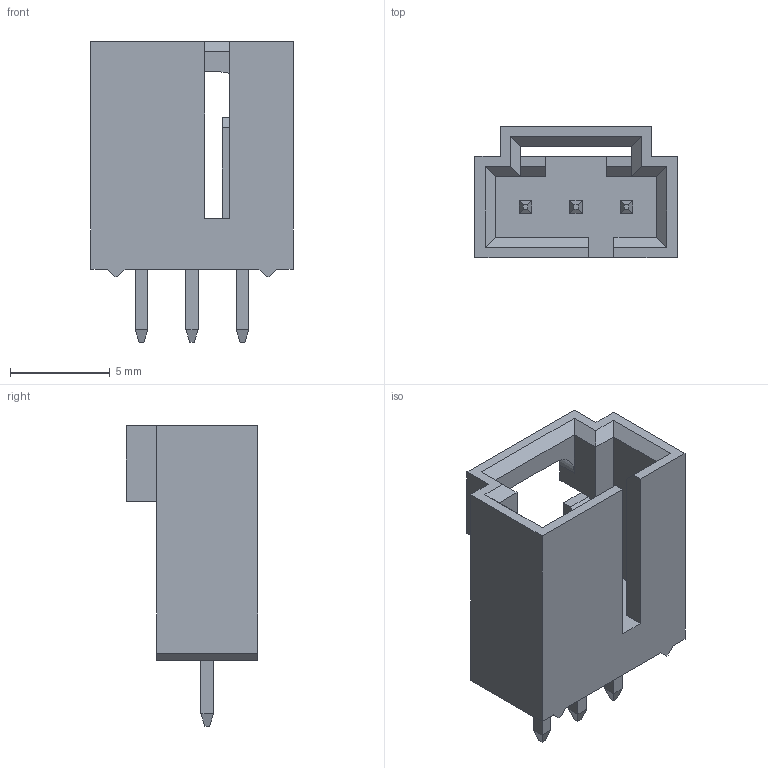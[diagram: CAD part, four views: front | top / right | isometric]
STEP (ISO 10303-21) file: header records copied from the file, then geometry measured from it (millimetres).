
FILE_DESCRIPTION(/* description */ (''),/* implementation_level */ '2;1');
FILE_NAME(/* name */ '705430002.stp',/* time_stamp */ '2020-05-27T02:19:50-04:00',/* author */ ('Constanza'),/* organization */ (''),/* preprocessor_version */ 'ST-DEVELOPER v16.13',/* originating_system */ 'Autodesk Inventor 2018',/* authorisation */ '');
FILE_SCHEMA (('AUTOMOTIVE_DESIGN { 1 0 10303 214 3 1 1 }'));
Length unit declared in the file: inch
Products named in the file (1): 705430002
Bounding box: 10.16 x 6.6 x 15.11 mm (x, y, z)
Volume: 351.5 mm3; surface area: 711.3 mm2
Topology: 1 solids, 1 shells, 106 faces, 269 edges, 169 vertices
Faces by surface type: plane 104, cylinder 2
Entity records: 3253 total; most frequent: CARTESIAN_POINT 542, ORIENTED_EDGE 532, DIRECTION 490, EDGE_CURVE 266, LINE 262, VECTOR 262, VERTEX_POINT 166, AXIS2_PLACEMENT_3D 114
